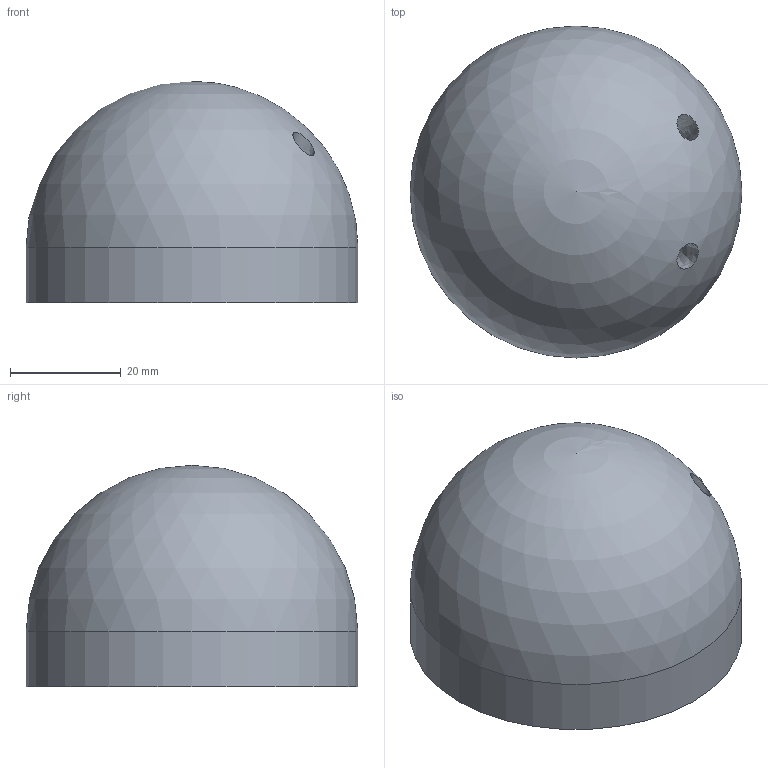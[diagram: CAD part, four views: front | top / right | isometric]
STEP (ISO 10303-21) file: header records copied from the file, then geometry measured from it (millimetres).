
FILE_DESCRIPTION((''),'2;1');
FILE_NAME('head.step','2015-03-28T17:24:45',('Usuario'),(''),'Autodesk Inventor 2013','Autodesk Inventor 2013','');
FILE_SCHEMA(('AUTOMOTIVE_DESIGN { 1 0 10303 214 1 1 1 1 }'));
Length unit declared in the file: millimetre
Products named in the file (1): head
Bounding box: 60 x 60 x 40 mm (x, y, z)
Volume: 79971.3 mm3; surface area: 12467.3 mm2
Topology: 1 solids, 1 shells, 21 faces, 62 edges, 53 vertices
Faces by surface type: plane 15, cylinder 3, bspline 2, sphere 1
Full cylindrical faces by diameter (mm): 1 x2, 60 x1
Entity records: 907 total; most frequent: CARTESIAN_POINT 294, DIRECTION 103, ORIENTED_EDGE 90, EDGE_CURVE 45, VECTOR 41, LINE 41, VERTEX_POINT 32, AXIS2_PLACEMENT_3D 31
